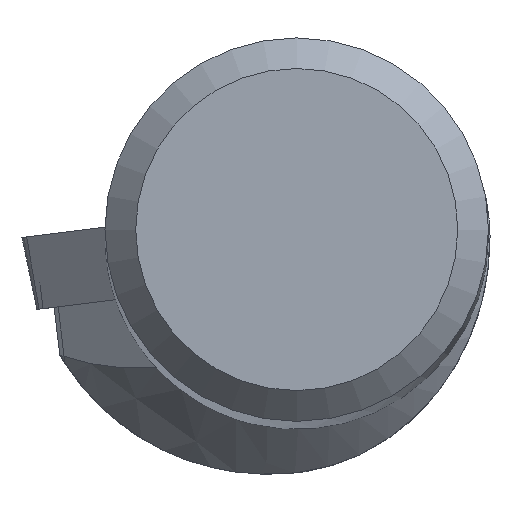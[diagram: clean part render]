
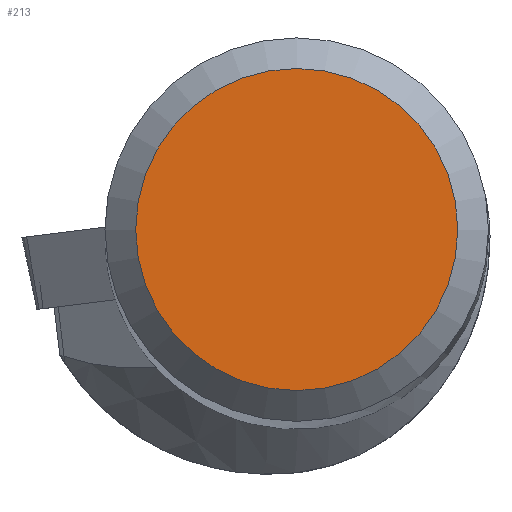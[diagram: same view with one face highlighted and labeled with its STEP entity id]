
A CAD part, top view. The second image highlights one B-rep face of the part: STEP entity #213.
In plain terms, the highlighted planar face has unit normal (0, 0, 1).
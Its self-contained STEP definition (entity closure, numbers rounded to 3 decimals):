
#163=FACE_OUTER_BOUND('',#428,.T.);
#213=ADVANCED_FACE('',(#163),#254,.T.);
#254=PLANE('',#1112);
#428=EDGE_LOOP('',(#594));
#594=ORIENTED_EDGE('',*,*,#890,.T.);
#787=VERTEX_POINT('',#1849);
#890=EDGE_CURVE('',#787,#787,#955,.T.);
#955=CIRCLE('',#1111,10.491);
#1111=AXIS2_PLACEMENT_3D('',#1848,#1339,#1340);
#1112=AXIS2_PLACEMENT_3D('',#1850,#1341,#1342);
#1339=DIRECTION('',(0.,0.,1.));
#1340=DIRECTION('',(1.,0.,0.));
#1341=DIRECTION('',(0.,0.,1.));
#1342=DIRECTION('',(1.,0.,0.));
#1848=CARTESIAN_POINT('',(0.,0.,0.));
#1849=CARTESIAN_POINT('',(10.491,0.,0.));
#1850=CARTESIAN_POINT('',(0.,0.,
0.));
